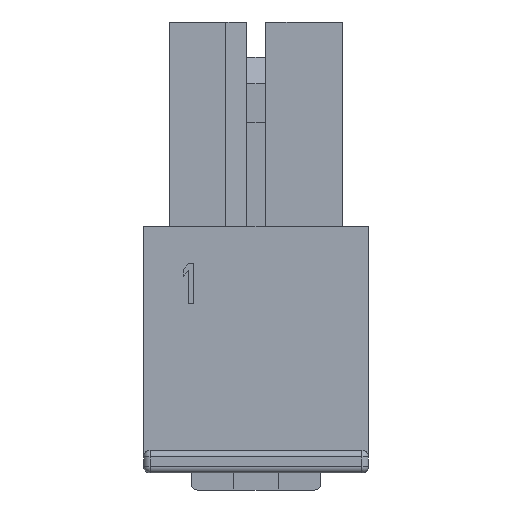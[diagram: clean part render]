
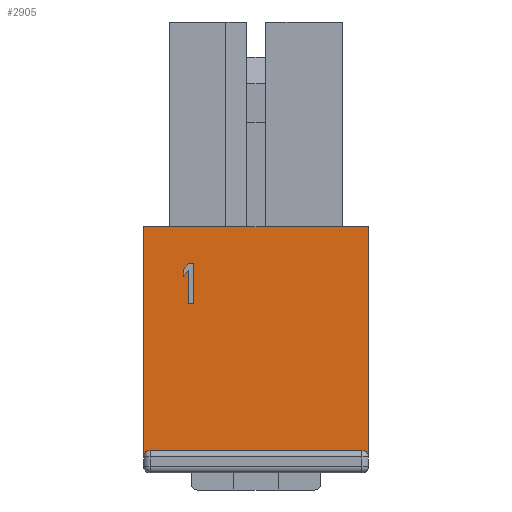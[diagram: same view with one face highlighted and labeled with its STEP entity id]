
A CAD part, front view. The second image highlights one B-rep face of the part: STEP entity #2905.
In plain terms, the highlighted planar face has unit normal (0, -1, 0).
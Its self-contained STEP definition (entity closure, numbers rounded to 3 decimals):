
#185=DIRECTION('',(1.,0.,0.));
#186=VECTOR('',#185,6.6);
#187=CARTESIAN_POINT('',(-3.3,-1.93,-13.34));
#188=LINE('',#187,#186);
#189=CARTESIAN_POINT('',(3.3,-1.93,-13.54));
#190=DIRECTION('',(0.,1.,0.));
#191=DIRECTION('',(0.,0.,1.));
#192=AXIS2_PLACEMENT_3D('',#189,#190,#191);
#218=DIRECTION('',(0.,0.,-1.));
#219=VECTOR('',#218,7.17);
#220=CARTESIAN_POINT('',(3.5,-1.93,-6.37));
#221=LINE('',#220,#219);
#222=DIRECTION('',(0.,0.,1.));
#223=VECTOR('',#222,7.17);
#224=CARTESIAN_POINT('',(-3.5,-1.93,-13.54));
#225=LINE('',#224,#223);
#226=DIRECTION('',(1.,0.,0.));
#227=VECTOR('',#226,7.);
#228=CARTESIAN_POINT('',(-3.5,-1.93,-6.37));
#229=LINE('',#228,#227);
#230=DIRECTION('',(1.,0.,0.));
#231=VECTOR('',#230,0.156);
#232=CARTESIAN_POINT('',(-2.094,-1.93,-8.77));
#233=LINE('',#232,#231);
#234=DIRECTION('',(0.,0.,1.));
#235=VECTOR('',#234,1.25);
#236=CARTESIAN_POINT('',(-1.938,-1.93,-8.77));
#237=LINE('',#236,#235);
#238=DIRECTION('',(-1.,0.,0.));
#239=VECTOR('',#238,0.156);
#240=CARTESIAN_POINT('',(-1.938,-1.93,-7.52));
#241=LINE('',#240,#239);
#242=DIRECTION('',(-0.643,0.,-0.766));
#243=VECTOR('',#242,0.243);
#244=CARTESIAN_POINT('',(-2.094,-1.93,-7.52));
#245=LINE('',#244,#243);
#246=DIRECTION('',(0.,0.,-1.));
#247=VECTOR('',#246,0.213);
#248=CARTESIAN_POINT('',(-2.25,-1.93,-7.706));
#249=LINE('',#248,#247);
#250=DIRECTION('',(0.643,0.,0.766));
#251=VECTOR('',#250,0.243);
#252=CARTESIAN_POINT('',(-2.25,-1.93,-7.919));
#253=LINE('',#252,#251);
#254=DIRECTION('',(0.,0.,-1.));
#255=VECTOR('',#254,1.037);
#256=CARTESIAN_POINT('',(-2.094,-1.93,-7.733));
#257=LINE('',#256,#255);
#258=CARTESIAN_POINT('',(-3.3,-1.93,-13.54));
#259=DIRECTION('',(0.,1.,0.));
#260=DIRECTION('',(-1.,0.,0.));
#261=AXIS2_PLACEMENT_3D('',#258,#259,#260);
#2175=CARTESIAN_POINT('',(-3.5,-1.93,-6.37));
#2177=VERTEX_POINT('',#2175);
#2179=CARTESIAN_POINT('',(3.5,-1.93,-6.37));
#2181=VERTEX_POINT('',#2179);
#2272=CARTESIAN_POINT('',(-2.094,-1.93,-8.77));
#2273=CARTESIAN_POINT('',(-1.938,-1.93,-8.77));
#2274=VERTEX_POINT('',#2272);
#2275=VERTEX_POINT('',#2273);
#2276=CARTESIAN_POINT('',(-2.094,-1.93,-7.733));
#2277=VERTEX_POINT('',#2276);
#2278=CARTESIAN_POINT('',(-2.25,-1.93,-7.919));
#2279=VERTEX_POINT('',#2278);
#2280=CARTESIAN_POINT('',(-2.25,-1.93,-7.706));
#2281=VERTEX_POINT('',#2280);
#2282=CARTESIAN_POINT('',(-2.094,-1.93,-7.52));
#2283=VERTEX_POINT('',#2282);
#2284=CARTESIAN_POINT('',(-1.938,-1.93,-7.52));
#2285=VERTEX_POINT('',#2284);
#2294=CARTESIAN_POINT('',(3.5,-1.93,-13.54));
#2296=VERTEX_POINT('',#2294);
#2298=CARTESIAN_POINT('',(3.3,-1.93,-13.34));
#2300=VERTEX_POINT('',#2298);
#2378=CARTESIAN_POINT('',(-3.3,-1.93,-13.34));
#2379=VERTEX_POINT('',#2378);
#2384=CARTESIAN_POINT('',(-3.5,-1.93,-13.54));
#2385=VERTEX_POINT('',#2384);
#2874=CARTESIAN_POINT('',(-3.5,-1.93,-6.37));
#2875=DIRECTION('',(0.,-1.,0.));
#2876=DIRECTION('',(0.,0.,-1.));
#2877=AXIS2_PLACEMENT_3D('',#2874,#2875,#2876);
#2878=PLANE('',#2877);
#2879=ORIENTED_EDGE('',*,*,#2857,.T.);
#2880=ORIENTED_EDGE('',*,*,#2846,.F.);
#2881=ORIENTED_EDGE('',*,*,#2831,.F.);
#2883=ORIENTED_EDGE('',*,*,#2882,.F.);
#2884=ORIENTED_EDGE('',*,*,#2771,.T.);
#2886=ORIENTED_EDGE('',*,*,#2885,.T.);
#2887=EDGE_LOOP('',(#2879,#2880,#2881,#2883,#2884,#2886));
#2888=FACE_OUTER_BOUND('',#2887,.F.);
#2890=ORIENTED_EDGE('',*,*,#2889,.T.);
#2892=ORIENTED_EDGE('',*,*,#2891,.T.);
#2894=ORIENTED_EDGE('',*,*,#2893,.T.);
#2896=ORIENTED_EDGE('',*,*,#2895,.T.);
#2898=ORIENTED_EDGE('',*,*,#2897,.T.);
#2900=ORIENTED_EDGE('',*,*,#2899,.T.);
#2902=ORIENTED_EDGE('',*,*,#2901,.T.);
#2903=EDGE_LOOP('',(#2890,#2892,#2894,#2896,#2898,#2900,#2902));
#2904=FACE_BOUND('',#2903,.F.);
#193=CIRCLE('',#192,0.2);
#262=CIRCLE('',#261,0.2);
#2771=EDGE_CURVE('',#2385,#2177,#225,.T.);
#2831=EDGE_CURVE('',#2379,#2300,#188,.T.);
#2846=EDGE_CURVE('',#2300,#2296,#193,.T.);
#2857=EDGE_CURVE('',#2181,#2296,#221,.T.);
#2882=EDGE_CURVE('',#2385,#2379,#262,.T.);
#2885=EDGE_CURVE('',#2177,#2181,#229,.T.);
#2889=EDGE_CURVE('',#2274,#2275,#233,.T.);
#2891=EDGE_CURVE('',#2275,#2285,#237,.T.);
#2893=EDGE_CURVE('',#2285,#2283,#241,.T.);
#2895=EDGE_CURVE('',#2283,#2281,#245,.T.);
#2897=EDGE_CURVE('',#2281,#2279,#249,.T.);
#2899=EDGE_CURVE('',#2279,#2277,#253,.T.);
#2901=EDGE_CURVE('',#2277,#2274,#257,.T.);
#2905=ADVANCED_FACE('',(#2888,#2904),#2878,.T.);
